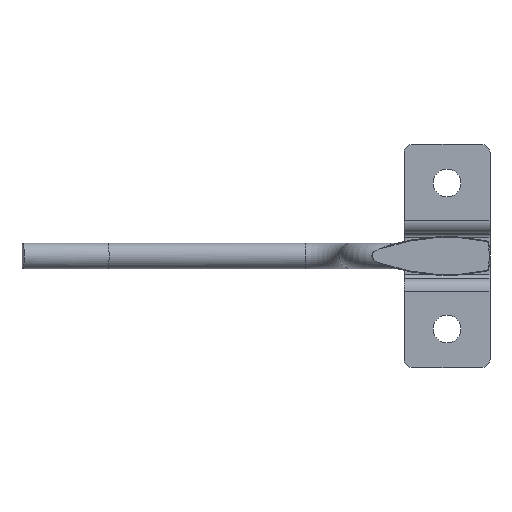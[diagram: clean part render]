
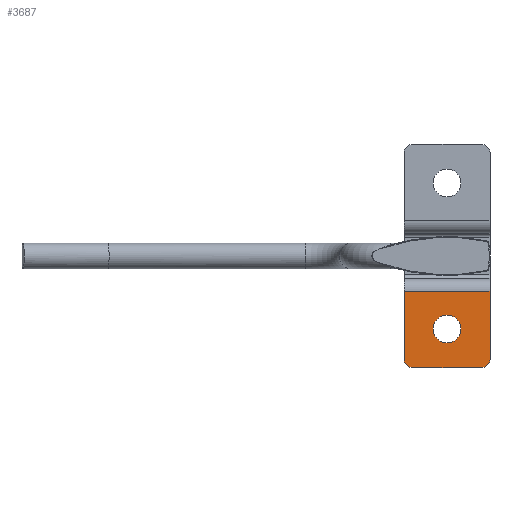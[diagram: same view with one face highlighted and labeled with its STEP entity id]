
A CAD part, front view. The second image highlights one B-rep face of the part: STEP entity #3687.
In plain terms, the highlighted planar face has unit normal (0, -1, 0).
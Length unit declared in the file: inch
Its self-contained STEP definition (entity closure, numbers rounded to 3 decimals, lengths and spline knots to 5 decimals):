
#34=FACE_BOUND('',#1317,.T.);
#162=PLANE('',#3976);
#496=LINE('',#6987,#844);
#497=LINE('',#6991,#845);
#498=LINE('',#6993,#846);
#499=LINE('',#6994,#847);
#844=VECTOR('',#4724,0.3937);
#845=VECTOR('',#4727,0.3937);
#846=VECTOR('',#4728,0.3937);
#847=VECTOR('',#4729,0.3937);
#1089=FACE_OUTER_BOUND('',#1316,.T.);
#1316=EDGE_LOOP('',(#3306,#3307,#3308,#3309,#3310,#3311));
#1317=EDGE_LOOP('',(#3312));
#1511=CIRCLE('',#3974,0.125);
#1513=CIRCLE('',#3977,0.125);
#1514=CIRCLE('',#3978,0.203);
#1838=VERTEX_POINT('',#6977);
#1839=VERTEX_POINT('',#6978);
#1842=VERTEX_POINT('',#6986);
#1843=VERTEX_POINT('',#6988);
#1844=VERTEX_POINT('',#6990);
#1845=VERTEX_POINT('',#6992);
#1846=VERTEX_POINT('',#6995);
#2333=EDGE_CURVE('',#1838,#1839,#1511,.T.);
#2337=EDGE_CURVE('',#1842,#1838,#496,.T.);
#2338=EDGE_CURVE('',#1843,#1842,#1513,.T.);
#2339=EDGE_CURVE('',#1844,#1843,#497,.T.);
#2340=EDGE_CURVE('',#1845,#1844,#498,.T.);
#2341=EDGE_CURVE('',#1839,#1845,#499,.T.);
#2342=EDGE_CURVE('',#1846,#1846,#1514,.T.);
#3306=ORIENTED_EDGE('',*,*,#2333,.F.);
#3307=ORIENTED_EDGE('',*,*,#2337,.F.);
#3308=ORIENTED_EDGE('',*,*,#2338,.F.);
#3309=ORIENTED_EDGE('',*,*,#2339,.F.);
#3310=ORIENTED_EDGE('',*,*,#2340,.F.);
#3311=ORIENTED_EDGE('',*,*,#2341,.F.);
#3312=ORIENTED_EDGE('',*,*,#2342,.T.);
#3687=ADVANCED_FACE('',(#1089,#34),#162,.F.);
#3974=AXIS2_PLACEMENT_3D('',#6979,#4716,#4717);
#3976=AXIS2_PLACEMENT_3D('',#6985,#4722,#4723);
#3977=AXIS2_PLACEMENT_3D('',#6989,#4725,#4726);
#3978=AXIS2_PLACEMENT_3D('',#6996,#4730,#4731);
#4716=DIRECTION('center_axis',(0.,1.,0.));
#4717=DIRECTION('ref_axis',(0.707,0.,-0.707));
#4722=DIRECTION('center_axis',(0.,1.,0.));
#4723=DIRECTION('ref_axis',(0.,0.,1.));
#4724=DIRECTION('',(0.,0.,-1.));
#4725=DIRECTION('center_axis',(0.,1.,0.));
#4726=DIRECTION('ref_axis',(0.707,0.,0.707));
#4727=DIRECTION('',(1.,0.,0.));
#4728=DIRECTION('',(0.,0.,1.));
#4729=DIRECTION('',(-1.,0.,0.));
#4730=DIRECTION('center_axis',(0.,1.,0.));
#4731=DIRECTION('ref_axis',(-1.,0.,0.));
#6977=CARTESIAN_POINT('',(1.625,-0.219,-0.5));
#6978=CARTESIAN_POINT('',(1.5,-0.219,-0.625));
#6979=CARTESIAN_POINT('Origin',(1.5,-0.219,-0.5));
#6985=CARTESIAN_POINT('Origin',(-0.09399,-0.219,0.));
#6986=CARTESIAN_POINT('',(1.625,-0.219,0.5));
#6987=CARTESIAN_POINT('',(1.625,-0.219,-0.625));
#6988=CARTESIAN_POINT('',(1.5,-0.219,0.625));
#6989=CARTESIAN_POINT('Origin',(1.5,-0.219,0.5));
#6990=CARTESIAN_POINT('',(0.50953,-0.219,0.625));
#6991=CARTESIAN_POINT('',(1.625,-0.219,0.625));
#6992=CARTESIAN_POINT('',(0.50953,-0.219,-0.625));
#6993=CARTESIAN_POINT('',(0.50953,-0.219,0.));
#6994=CARTESIAN_POINT('',(-0.69751,-0.219,-0.625));
#6995=CARTESIAN_POINT('',(1.2655,-0.219,0.));
#6996=CARTESIAN_POINT('Origin',(1.0625,-0.219,0.));
